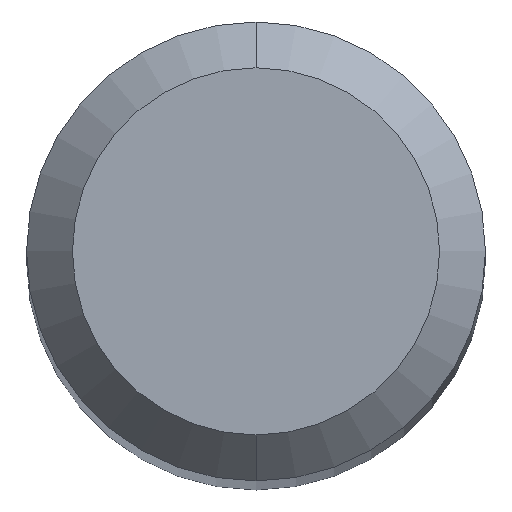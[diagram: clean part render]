
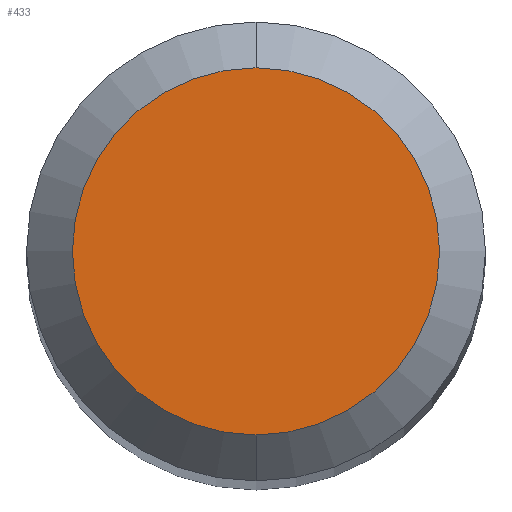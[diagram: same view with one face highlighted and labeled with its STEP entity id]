
A CAD part, top view. The second image highlights one B-rep face of the part: STEP entity #433.
In plain terms, the highlighted planar face has unit normal (0, 0, 1).
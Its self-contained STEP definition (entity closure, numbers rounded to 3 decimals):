
#255=VERTEX_POINT('',#569);
#315=EDGE_CURVE('',#327,#255,#638,.T.);
#327=VERTEX_POINT('',#650);
#433=ADVANCED_FACE('',(#765),#766,.T.);
#445=EDGE_CURVE('',#255,#327,#781,.T.);
#569=CARTESIAN_POINT('',(0.0,1.2,0.0));
#638=CIRCLE('',#1114,1.2);
#650=CARTESIAN_POINT('',(0.,-1.2,0.0));
#765=FACE_OUTER_BOUND('',#1401,.T.);
#766=PLANE('',#1402);
#781=CIRCLE('',#1419,1.2);
#1114=AXIS2_PLACEMENT_3D('',#1619,#1620,#1621);
#1401=EDGE_LOOP('',(#1758,#1759));
#1402=AXIS2_PLACEMENT_3D('',#1760,#1761,#1762);
#1419=AXIS2_PLACEMENT_3D('',#1789,#1790,#1791);
#1619=CARTESIAN_POINT('',(0.0,0.0,0.0));
#1620=DIRECTION('',(0.0,0.0,-1.0));
#1621=DIRECTION('',(0.0,1.0,0.0));
#1758=ORIENTED_EDGE('',*,*,#445,.F.);
#1759=ORIENTED_EDGE('',*,*,#315,.F.);
#1760=CARTESIAN_POINT('',(0.0,0.6,0.0));
#1761=DIRECTION('',(-0.0,0.0,1.0));
#1762=DIRECTION('',(0.0,-1.0,0.0));
#1789=CARTESIAN_POINT('',(0.0,0.0,0.0));
#1790=DIRECTION('',(0.0,0.0,-1.0));
#1791=DIRECTION('',(0.0,1.0,0.0));
